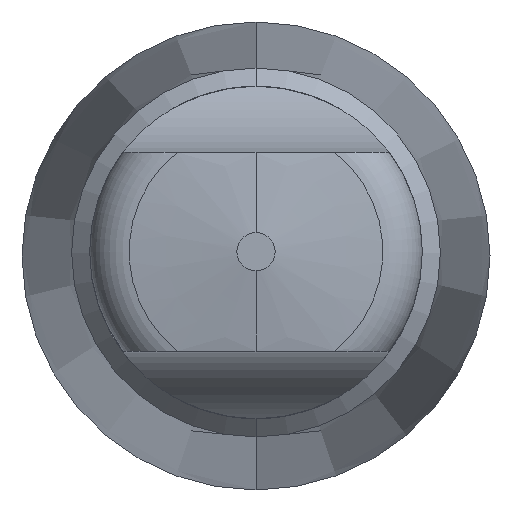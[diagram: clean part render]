
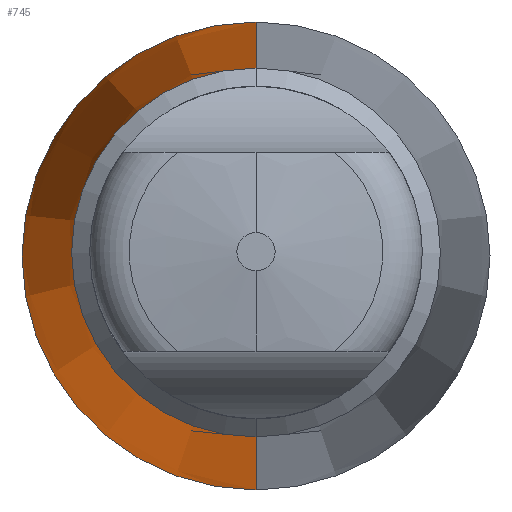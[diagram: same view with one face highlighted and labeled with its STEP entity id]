
A CAD part, top view. The second image highlights one B-rep face of the part: STEP entity #745.
In plain terms, the highlighted conical face has half-angle 1.429 degrees and reference radius 5.471 mm.
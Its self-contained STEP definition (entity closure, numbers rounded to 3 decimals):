
#41=CARTESIAN_POINT('',(0.,0.,-3.5));
#42=DIRECTION('',(0.,0.,-1.));
#43=DIRECTION('',(0.,-1.,0.));
#44=AXIS2_PLACEMENT_3D('',#41,#42,#43);
#50=CARTESIAN_POINT('',(0.,0.,48.5));
#51=DIRECTION('',(0.,0.,-1.));
#52=DIRECTION('',(0.,-1.,0.));
#53=AXIS2_PLACEMENT_3D('',#50,#51,#52);
#58=DIRECTION('',(0.,0.025,1.));
#59=VECTOR('',#58,52.016);
#60=CARTESIAN_POINT('',(0.,-6.119,-3.5));
#61=LINE('',#60,#59);
#73=DIRECTION('',(0.,-0.025,1.));
#74=VECTOR('',#73,52.016);
#75=CARTESIAN_POINT('',(0.,6.119,-3.5));
#76=LINE('',#75,#74);
#686=CARTESIAN_POINT('',(0.,-4.823,48.5));
#687=VERTEX_POINT('',#686);
#688=CARTESIAN_POINT('',(0.,4.823,48.5));
#689=VERTEX_POINT('',#688);
#718=CARTESIAN_POINT('',(0.,-6.119,-3.5));
#719=VERTEX_POINT('',#718);
#720=CARTESIAN_POINT('',(0.,6.119,-3.5));
#721=VERTEX_POINT('',#720);
#730=CARTESIAN_POINT('',(0.,0.,22.5));
#731=DIRECTION('',(0.,0.,-1.));
#732=DIRECTION('',(0.,1.,0.));
#733=AXIS2_PLACEMENT_3D('',#730,#731,#732);
#734=CONICAL_SURFACE('',#733,5.471,1.429);
#736=ORIENTED_EDGE('',*,*,#735,.F.);
#738=ORIENTED_EDGE('',*,*,#737,.T.);
#740=ORIENTED_EDGE('',*,*,#739,.T.);
#742=ORIENTED_EDGE('',*,*,#741,.F.);
#743=EDGE_LOOP('',(#736,#738,#740,#742));
#744=FACE_OUTER_BOUND('',#743,.F.);
#45=CIRCLE('',#44,6.12);
#54=CIRCLE('',#53,4.823);
#735=EDGE_CURVE('',#719,#687,#61,.T.);
#737=EDGE_CURVE('',#719,#721,#45,.T.);
#739=EDGE_CURVE('',#721,#689,#76,.T.);
#741=EDGE_CURVE('',#687,#689,#54,.T.);
#745=ADVANCED_FACE('',(#744),#734,.T.);
